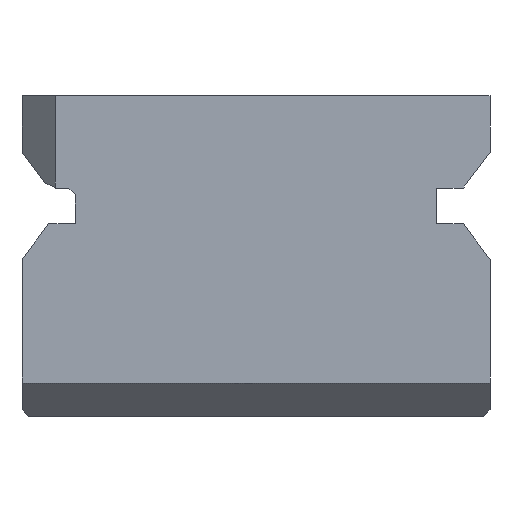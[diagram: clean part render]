
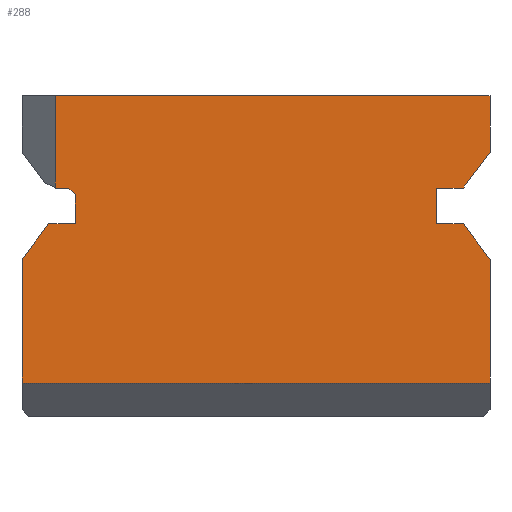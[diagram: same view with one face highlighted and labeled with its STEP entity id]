
A CAD part, front view. The second image highlights one B-rep face of the part: STEP entity #288.
In plain terms, the highlighted planar face has unit normal (0, -1, 0).
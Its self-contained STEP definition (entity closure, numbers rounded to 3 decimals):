
#32 = VERTEX_POINT('',#33);
#33 = CARTESIAN_POINT('',(3.5,-100.,2.35));
#39 = EDGE_CURVE('',#32,#40,#42,.T.);
#40 = VERTEX_POINT('',#41);
#41 = CARTESIAN_POINT('',(3.5,-100.,0.5));
#42 = LINE('',#43,#44);
#43 = CARTESIAN_POINT('',(3.5,-100.,2.35));
#44 = VECTOR('',#45,1.);
#45 = DIRECTION('',(0.,0.,-1.));
#245 = VERTEX_POINT('',#246);
#246 = CARTESIAN_POINT('',(3.1,-100.,2.883));
#252 = EDGE_CURVE('',#245,#32,#253,.T.);
#253 = LINE('',#254,#255);
#254 = CARTESIAN_POINT('',(3.1,-100.,2.883));
#255 = VECTOR('',#256,1.);
#256 = DIRECTION('',(0.6,0.,-0.8));
#288 = ADVANCED_FACE('',(#289),#403,.F.);
#289 = FACE_BOUND('',#290,.F.);
#290 = EDGE_LOOP('',(#291,#292,#300,#308,#316,#324,#332,#340,#348,#356,
    #364,#372,#380,#388,#396,#402));
#291 = ORIENTED_EDGE('',*,*,#39,.T.);
#292 = ORIENTED_EDGE('',*,*,#293,.T.);
#293 = EDGE_CURVE('',#40,#294,#296,.T.);
#294 = VERTEX_POINT('',#295);
#295 = CARTESIAN_POINT('',(-3.5,-100.,0.5));
#296 = LINE('',#297,#298);
#297 = CARTESIAN_POINT('',(3.4,-100.,0.5));
#298 = VECTOR('',#299,1.);
#299 = DIRECTION('',(-1.,-0.,0.));
#300 = ORIENTED_EDGE('',*,*,#301,.T.);
#301 = EDGE_CURVE('',#294,#302,#304,.T.);
#302 = VERTEX_POINT('',#303);
#303 = CARTESIAN_POINT('',(-3.5,-100.,2.35));
#304 = LINE('',#305,#306);
#305 = CARTESIAN_POINT('',(-3.5,-100.,0.));
#306 = VECTOR('',#307,1.);
#307 = DIRECTION('',(0.,0.,1.));
#308 = ORIENTED_EDGE('',*,*,#309,.F.);
#309 = EDGE_CURVE('',#310,#302,#312,.T.);
#310 = VERTEX_POINT('',#311);
#311 = CARTESIAN_POINT('',(-3.1,-100.,2.883));
#312 = LINE('',#313,#314);
#313 = CARTESIAN_POINT('',(-3.1,-100.,2.883));
#314 = VECTOR('',#315,1.);
#315 = DIRECTION('',(-0.6,0.,-0.8));
#316 = ORIENTED_EDGE('',*,*,#317,.F.);
#317 = EDGE_CURVE('',#318,#310,#320,.T.);
#318 = VERTEX_POINT('',#319);
#319 = CARTESIAN_POINT('',(-2.7,-100.,2.883));
#320 = LINE('',#321,#322);
#321 = CARTESIAN_POINT('',(-2.7,-100.,2.883));
#322 = VECTOR('',#323,1.);
#323 = DIRECTION('',(-1.,0.,0.));
#324 = ORIENTED_EDGE('',*,*,#325,.F.);
#325 = EDGE_CURVE('',#326,#318,#328,.T.);
#326 = VERTEX_POINT('',#327);
#327 = CARTESIAN_POINT('',(-2.7,-100.,3.317));
#328 = LINE('',#329,#330);
#329 = CARTESIAN_POINT('',(-2.7,-100.,3.417));
#330 = VECTOR('',#331,1.);
#331 = DIRECTION('',(0.,0.,-1.));
#332 = ORIENTED_EDGE('',*,*,#333,.T.);
#333 = EDGE_CURVE('',#326,#334,#336,.T.);
#334 = VERTEX_POINT('',#335);
#335 = CARTESIAN_POINT('',(-2.8,-100.,3.417));
#336 = LINE('',#337,#338);
#337 = CARTESIAN_POINT('',(-1.836,-100.,2.453));
#338 = VECTOR('',#339,1.);
#339 = DIRECTION('',(-0.707,0.,0.707)
  );
#340 = ORIENTED_EDGE('',*,*,#341,.F.);
#341 = EDGE_CURVE('',#342,#334,#344,.T.);
#342 = VERTEX_POINT('',#343);
#343 = CARTESIAN_POINT('',(-3.,-100.,3.417));
#344 = LINE('',#345,#346);
#345 = CARTESIAN_POINT('',(-3.1,-100.,3.417));
#346 = VECTOR('',#347,1.);
#347 = DIRECTION('',(1.,0.,0.));
#348 = ORIENTED_EDGE('',*,*,#349,.T.);
#349 = EDGE_CURVE('',#342,#350,#352,.T.);
#350 = VERTEX_POINT('',#351);
#351 = CARTESIAN_POINT('',(-3.,-100.,4.8));
#352 = LINE('',#353,#354);
#353 = CARTESIAN_POINT('',(-3.,-100.,3.95));
#354 = VECTOR('',#355,1.);
#355 = DIRECTION('',(0.,0.,1.));
#356 = ORIENTED_EDGE('',*,*,#357,.T.);
#357 = EDGE_CURVE('',#350,#358,#360,.T.);
#358 = VERTEX_POINT('',#359);
#359 = CARTESIAN_POINT('',(3.5,-100.,4.8));
#360 = LINE('',#361,#362);
#361 = CARTESIAN_POINT('',(-3.5,-100.,4.8));
#362 = VECTOR('',#363,1.);
#363 = DIRECTION('',(1.,0.,0.));
#364 = ORIENTED_EDGE('',*,*,#365,.T.);
#365 = EDGE_CURVE('',#358,#366,#368,.T.);
#366 = VERTEX_POINT('',#367);
#367 = CARTESIAN_POINT('',(3.5,-100.,3.95));
#368 = LINE('',#369,#370);
#369 = CARTESIAN_POINT('',(3.5,-100.,4.8));
#370 = VECTOR('',#371,1.);
#371 = DIRECTION('',(0.,0.,-1.));
#372 = ORIENTED_EDGE('',*,*,#373,.T.);
#373 = EDGE_CURVE('',#366,#374,#376,.T.);
#374 = VERTEX_POINT('',#375);
#375 = CARTESIAN_POINT('',(3.1,-100.,3.417));
#376 = LINE('',#377,#378);
#377 = CARTESIAN_POINT('',(3.5,-100.,3.95));
#378 = VECTOR('',#379,1.);
#379 = DIRECTION('',(-0.6,0.,-0.8));
#380 = ORIENTED_EDGE('',*,*,#381,.F.);
#381 = EDGE_CURVE('',#382,#374,#384,.T.);
#382 = VERTEX_POINT('',#383);
#383 = CARTESIAN_POINT('',(2.7,-100.,3.417));
#384 = LINE('',#385,#386);
#385 = CARTESIAN_POINT('',(2.7,-100.,3.417));
#386 = VECTOR('',#387,1.);
#387 = DIRECTION('',(1.,0.,0.));
#388 = ORIENTED_EDGE('',*,*,#389,.F.);
#389 = EDGE_CURVE('',#390,#382,#392,.T.);
#390 = VERTEX_POINT('',#391);
#391 = CARTESIAN_POINT('',(2.7,-100.,2.883));
#392 = LINE('',#393,#394);
#393 = CARTESIAN_POINT('',(2.7,-100.,2.883));
#394 = VECTOR('',#395,1.);
#395 = DIRECTION('',(0.,0.,1.));
#396 = ORIENTED_EDGE('',*,*,#397,.F.);
#397 = EDGE_CURVE('',#245,#390,#398,.T.);
#398 = LINE('',#399,#400);
#399 = CARTESIAN_POINT('',(3.1,-100.,2.883));
#400 = VECTOR('',#401,1.);
#401 = DIRECTION('',(-1.,0.,0.));
#402 = ORIENTED_EDGE('',*,*,#252,.T.);
#403 = PLANE('',#404);
#404 = AXIS2_PLACEMENT_3D('',#405,#406,#407);
#405 = CARTESIAN_POINT('',(0.,-100.,2.462));
#406 = DIRECTION('',(0.,1.,0.));
#407 = DIRECTION('',(0.,0.,1.));
